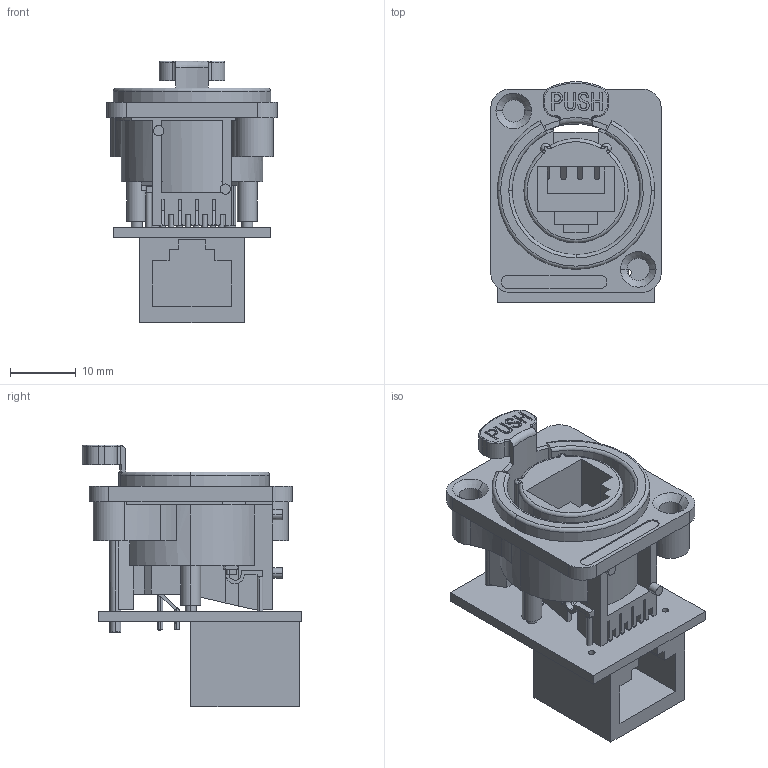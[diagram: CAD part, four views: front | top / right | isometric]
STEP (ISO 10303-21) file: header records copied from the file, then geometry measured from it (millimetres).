
FILE_DESCRIPTION (( 'STEP AP203' ), '1' );
FILE_NAME ('IO-EL8-F-BK-JL-PR.stp', '2023-06-27T20:36:21', ( '' ), ( '' ), 'SwSTEP 2.0', 'SolidWorks 2018', '' );
FILE_SCHEMA (( 'CONFIG_CONTROL_DESIGN' ));
Length unit declared in the file: millimetre
Products named in the file (1): IO-EL8-F-BK-JL-PR
Bounding box: 26 x 33.53 x 39.9 mm (x, y, z)
Volume: 8608.6 mm3; surface area: 9904.4 mm2
Topology: 14 solids, 14 shells, 541 faces, 1415 edges, 909 vertices
Faces by surface type: plane 321, cylinder 165, bspline 27, torus 16, cone 12
Entity records: 18074 total; most frequent: CARTESIAN_POINT 4474, ORIENTED_EDGE 2822, DIRECTION 2805, EDGE_CURVE 1411, AXIS2_PLACEMENT_3D 941, LINE 923, VECTOR 923, VERTEX_POINT 909
